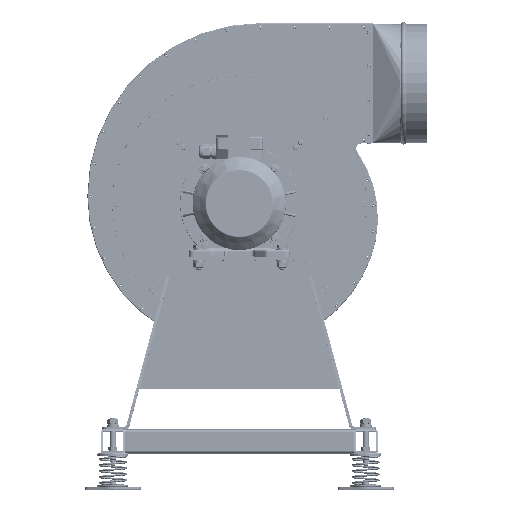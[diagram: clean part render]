
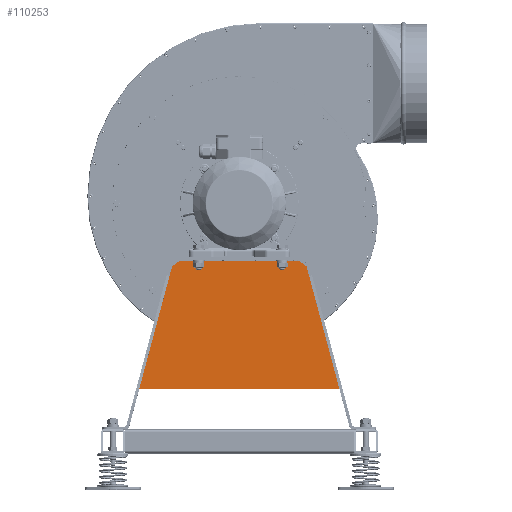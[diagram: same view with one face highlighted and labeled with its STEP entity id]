
A CAD part, top view. The second image highlights one B-rep face of the part: STEP entity #110253.
In plain terms, the highlighted planar face has unit normal (0, 0, 1).
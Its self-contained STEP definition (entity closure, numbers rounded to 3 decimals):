
#9147=PLANE('',#119386);
#15159=FACE_OUTER_BOUND('',#22344,.T.);
#22344=EDGE_LOOP('',(#95456,#95457,#95458,#95459,#95460,#95461,#95462,#95463,
#95464,#95465,#95466,#95467));
#30241=LINE('',#202438,#38096);
#30242=LINE('',#202439,#38097);
#30244=LINE('',#202444,#38099);
#30245=LINE('',#202445,#38100);
#30246=LINE('',#202446,#38101);
#30247=LINE('',#202448,#38102);
#30248=LINE('',#202450,#38103);
#30249=LINE('',#202452,#38104);
#30250=LINE('',#202454,#38105);
#30251=LINE('',#202456,#38106);
#30252=LINE('',#202458,#38107);
#30253=LINE('',#202459,#38108);
#38096=VECTOR('',#145073,10.);
#38097=VECTOR('',#145074,10.);
#38099=VECTOR('',#145078,10.);
#38100=VECTOR('',#145079,10.);
#38101=VECTOR('',#145080,10.);
#38102=VECTOR('',#145081,10.);
#38103=VECTOR('',#145082,10.);
#38104=VECTOR('',#145083,10.);
#38105=VECTOR('',#145084,10.);
#38106=VECTOR('',#145085,10.);
#38107=VECTOR('',#145086,10.);
#38108=VECTOR('',#145087,10.);
#51507=VERTEX_POINT('',#202347);
#51510=VERTEX_POINT('',#202357);
#51516=VERTEX_POINT('',#202377);
#51532=VERTEX_POINT('',#202436);
#51533=VERTEX_POINT('',#202442);
#51534=VERTEX_POINT('',#202443);
#51535=VERTEX_POINT('',#202447);
#51536=VERTEX_POINT('',#202449);
#51537=VERTEX_POINT('',#202451);
#51538=VERTEX_POINT('',#202453);
#51539=VERTEX_POINT('',#202455);
#51540=VERTEX_POINT('',#202457);
#66261=EDGE_CURVE('',#51532,#51510,#30241,.T.);
#66262=EDGE_CURVE('',#51507,#51516,#30242,.T.);
#66264=EDGE_CURVE('',#51533,#51534,#30244,.T.);
#66265=EDGE_CURVE('',#51516,#51533,#30245,.T.);
#66266=EDGE_CURVE('',#51510,#51507,#30246,.T.);
#66267=EDGE_CURVE('',#51535,#51532,#30247,.T.);
#66268=EDGE_CURVE('',#51536,#51535,#30248,.T.);
#66269=EDGE_CURVE('',#51537,#51536,#30249,.T.);
#66270=EDGE_CURVE('',#51538,#51537,#30250,.T.);
#66271=EDGE_CURVE('',#51539,#51538,#30251,.T.);
#66272=EDGE_CURVE('',#51540,#51539,#30252,.T.);
#66273=EDGE_CURVE('',#51534,#51540,#30253,.T.);
#95456=ORIENTED_EDGE('',*,*,#66264,.F.);
#95457=ORIENTED_EDGE('',*,*,#66265,.F.);
#95458=ORIENTED_EDGE('',*,*,#66262,.F.);
#95459=ORIENTED_EDGE('',*,*,#66266,.F.);
#95460=ORIENTED_EDGE('',*,*,#66261,.F.);
#95461=ORIENTED_EDGE('',*,*,#66267,.F.);
#95462=ORIENTED_EDGE('',*,*,#66268,.F.);
#95463=ORIENTED_EDGE('',*,*,#66269,.F.);
#95464=ORIENTED_EDGE('',*,*,#66270,.F.);
#95465=ORIENTED_EDGE('',*,*,#66271,.F.);
#95466=ORIENTED_EDGE('',*,*,#66272,.F.);
#95467=ORIENTED_EDGE('',*,*,#66273,.F.);
#110253=ADVANCED_FACE('',(#15159),#9147,.T.);
#119386=AXIS2_PLACEMENT_3D('',#202441,#145076,#145077);
#145073=DIRECTION('',(0.259,0.966,0.));
#145074=DIRECTION('',(0.259,0.966,0.));
#145076=DIRECTION('center_axis',(0.,0.,
1.));
#145077=DIRECTION('ref_axis',(1.,0.,0.));
#145078=DIRECTION('',(0.793,0.609,0.));
#145079=DIRECTION('',(0.259,0.966,0.));
#145080=DIRECTION('',(0.259,0.966,0.));
#145081=DIRECTION('',(-1.,0.,0.));
#145082=DIRECTION('',(0.259,-0.966,0.));
#145083=DIRECTION('',(0.259,-0.966,0.));
#145084=DIRECTION('',(0.259,-0.966,0.));
#145085=DIRECTION('',(0.259,-0.966,0.));
#145086=DIRECTION('',(0.793,-0.609,0.));
#145087=DIRECTION('',(1.,0.,0.));
#202347=CARTESIAN_POINT('',(-173.766,-276.413,114.5));
#202357=CARTESIAN_POINT('',(-177.648,-290.902,114.5));
#202377=CARTESIAN_POINT('',(-130.548,-115.122,114.5));
#202436=CARTESIAN_POINT('',(-181.915,-306.826,114.5));
#202438=CARTESIAN_POINT('',(-149.722,-186.68,114.5));
#202439=CARTESIAN_POINT('',(-149.722,-186.68,114.5));
#202441=CARTESIAN_POINT('Origin',(-13.806,-211.683,114.5));
#202442=CARTESIAN_POINT('',(-126.894,-101.485,114.5));
#202443=CARTESIAN_POINT('',(-114.306,-91.826,114.5));
#202444=CARTESIAN_POINT('',(-114.768,-92.181,114.5));
#202445=CARTESIAN_POINT('',(-181.915,-306.826,114.5));
#202446=CARTESIAN_POINT('',(-181.915,-306.826,114.5));
#202447=CARTESIAN_POINT('',(154.303,-306.826,114.5));
#202448=CARTESIAN_POINT('',(154.303,-306.826,114.5));
#202449=CARTESIAN_POINT('',(150.036,-290.902,114.5));
#202450=CARTESIAN_POINT('',(96.694,-91.826,114.5));
#202451=CARTESIAN_POINT('',(146.154,-276.413,114.5));
#202452=CARTESIAN_POINT('',(96.694,-91.826,114.5));
#202453=CARTESIAN_POINT('',(102.936,-115.122,114.5));
#202454=CARTESIAN_POINT('',(96.694,-91.826,114.5));
#202455=CARTESIAN_POINT('',(99.282,-101.485,114.5));
#202456=CARTESIAN_POINT('',(96.694,-91.826,114.5));
#202457=CARTESIAN_POINT('',(86.694,-91.826,114.5));
#202458=CARTESIAN_POINT('',(87.156,-92.181,114.5));
#202459=CARTESIAN_POINT('',(-124.306,-91.826,114.5));
